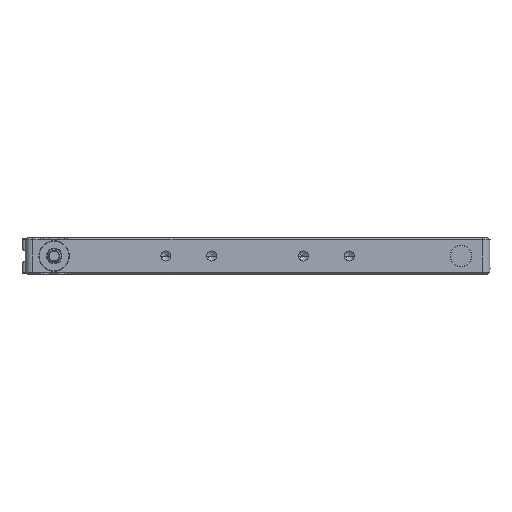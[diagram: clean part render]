
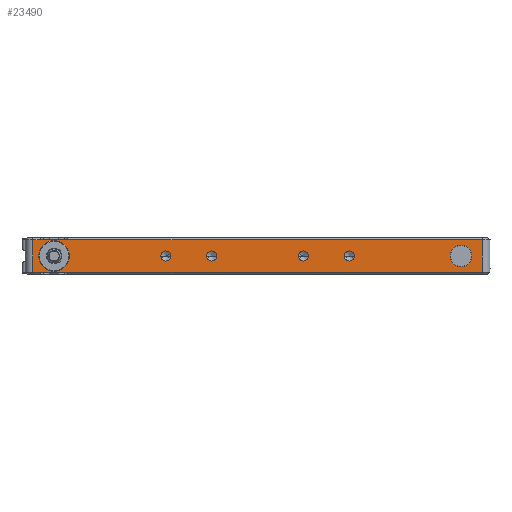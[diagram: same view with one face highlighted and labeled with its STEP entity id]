
A CAD part, left-side view. The second image highlights one B-rep face of the part: STEP entity #23490.
In plain terms, the highlighted planar face has unit normal (-1, 0, 0).
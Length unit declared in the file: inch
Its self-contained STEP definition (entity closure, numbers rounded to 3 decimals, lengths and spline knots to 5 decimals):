
#6306=DIRECTION('',(0.,-1.,0.));
#6307=VECTOR('',#6306,0.09843);
#6308=CARTESIAN_POINT('',(-3.14961,2.8937,
0.20669));
#6309=LINE('',#6308,#6307);
#6310=DIRECTION('',(0.,1.,0.));
#6311=VECTOR('',#6310,0.35433);
#6312=CARTESIAN_POINT('',(-3.14961,2.44094,
0.20669));
#6313=LINE('',#6312,#6311);
#6314=DIRECTION('',(0.,-1.,0.));
#6315=VECTOR('',#6314,5.33465);
#6316=CARTESIAN_POINT('',(-3.14961,2.44094,
0.20669));
#6317=LINE('',#6316,#6315);
#6318=DIRECTION('',(0.,0.,-1.));
#6319=VECTOR('',#6318,0.41339);
#6320=CARTESIAN_POINT('',(-3.14961,-2.8937,
0.20669));
#6321=LINE('',#6320,#6319);
#6322=DIRECTION('',(0.,1.,0.));
#6323=VECTOR('',#6322,5.33465);
#6324=CARTESIAN_POINT('',(-3.14961,-2.8937,
-0.20669));
#6325=LINE('',#6324,#6323);
#6326=DIRECTION('',(0.,1.,0.));
#6327=VECTOR('',#6326,0.35433);
#6328=CARTESIAN_POINT('',(-3.14961,2.44094,
-0.20669));
#6329=LINE('',#6328,#6327);
#6330=DIRECTION('',(0.,1.,0.));
#6331=VECTOR('',#6330,0.09843);
#6332=CARTESIAN_POINT('',(-3.14961,2.79528,
-0.20669));
#6333=LINE('',#6332,#6331);
#6334=DIRECTION('',(0.,0.,-1.));
#6335=VECTOR('',#6334,0.41339);
#6336=CARTESIAN_POINT('',(-3.14961,2.8937,
0.20669));
#6337=LINE('',#6336,#6335);
#6338=CARTESIAN_POINT('',(-3.14961,-2.61811,0.));
#6339=DIRECTION('',(1.,0.,0.));
#6340=DIRECTION('',(0.,1.,0.));
#6341=AXIS2_PLACEMENT_3D('',#6338,#6339,#6340);
#6343=CARTESIAN_POINT('',(-3.14961,-2.61811,0.));
#6344=DIRECTION('',(1.,0.,0.));
#6345=DIRECTION('',(0.,-1.,0.));
#6346=AXIS2_PLACEMENT_3D('',#6343,#6344,#6345);
#6348=CARTESIAN_POINT('',(-3.14961,1.1811,0.));
#6349=DIRECTION('',(-1.,0.,0.));
#6350=DIRECTION('',(0.,1.,0.));
#6351=AXIS2_PLACEMENT_3D('',#6348,#6349,#6350);
#6353=CARTESIAN_POINT('',(-3.14961,1.1811,0.));
#6354=DIRECTION('',(-1.,0.,0.));
#6355=DIRECTION('',(0.,-1.,0.));
#6356=AXIS2_PLACEMENT_3D('',#6353,#6354,#6355);
#6358=CARTESIAN_POINT('',(-3.14961,0.59055,0.));
#6359=DIRECTION('',(-1.,0.,0.));
#6360=DIRECTION('',(0.,1.,0.));
#6361=AXIS2_PLACEMENT_3D('',#6358,#6359,#6360);
#6363=CARTESIAN_POINT('',(-3.14961,0.59055,0.));
#6364=DIRECTION('',(-1.,0.,0.));
#6365=DIRECTION('',(0.,-1.,0.));
#6366=AXIS2_PLACEMENT_3D('',#6363,#6364,#6365);
#6368=CARTESIAN_POINT('',(-3.14961,-0.59055,0.));
#6369=DIRECTION('',(-1.,0.,0.));
#6370=DIRECTION('',(0.,1.,0.));
#6371=AXIS2_PLACEMENT_3D('',#6368,#6369,#6370);
#6373=CARTESIAN_POINT('',(-3.14961,-0.59055,0.));
#6374=DIRECTION('',(-1.,0.,0.));
#6375=DIRECTION('',(0.,-1.,0.));
#6376=AXIS2_PLACEMENT_3D('',#6373,#6374,#6375);
#6378=CARTESIAN_POINT('',(-3.14961,-1.1811,0.));
#6379=DIRECTION('',(-1.,0.,0.));
#6380=DIRECTION('',(0.,1.,0.));
#6381=AXIS2_PLACEMENT_3D('',#6378,#6379,#6380);
#6383=CARTESIAN_POINT('',(-3.14961,-1.1811,0.));
#6384=DIRECTION('',(-1.,0.,0.));
#6385=DIRECTION('',(0.,-1.,0.));
#6386=AXIS2_PLACEMENT_3D('',#6383,#6384,#6385);
#6388=CARTESIAN_POINT('',(-3.14961,2.61811,0.));
#6389=DIRECTION('',(-1.,0.,0.));
#6390=DIRECTION('',(0.,1.,0.));
#6391=AXIS2_PLACEMENT_3D('',#6388,#6389,#6390);
#6393=CARTESIAN_POINT('',(-3.14961,2.61811,0.));
#6394=DIRECTION('',(-1.,0.,0.));
#6395=DIRECTION('',(0.,-1.,0.));
#6396=AXIS2_PLACEMENT_3D('',#6393,#6394,#6395);
#13955=CARTESIAN_POINT('',(-3.14961,-2.48031,0.));
#13956=CARTESIAN_POINT('',(-3.14961,-2.75591,0.));
#13957=VERTEX_POINT('',#13955);
#13958=VERTEX_POINT('',#13956);
#14056=CARTESIAN_POINT('',(-3.14961,2.79528,
0.20669));
#14058=VERTEX_POINT('',#14056);
#14059=CARTESIAN_POINT('',(-3.14961,2.8937,
0.20669));
#14060=VERTEX_POINT('',#14059);
#14081=CARTESIAN_POINT('',(-3.14961,-2.8937,
0.20669));
#14082=VERTEX_POINT('',#14081);
#14083=CARTESIAN_POINT('',(-3.14961,2.44094,
0.20669));
#14085=VERTEX_POINT('',#14083);
#14088=CARTESIAN_POINT('',(-3.14961,2.44094,
-0.20669));
#14090=VERTEX_POINT('',#14088);
#14091=CARTESIAN_POINT('',(-3.14961,-2.8937,
-0.20669));
#14092=VERTEX_POINT('',#14091);
#14113=CARTESIAN_POINT('',(-3.14961,2.8937,
-0.20669));
#14114=VERTEX_POINT('',#14113);
#14115=CARTESIAN_POINT('',(-3.14961,2.79528,
-0.20669));
#14117=VERTEX_POINT('',#14115);
#14209=CARTESIAN_POINT('',(-3.14961,1.24606,0.));
#14210=CARTESIAN_POINT('',(-3.14961,1.11614,0.));
#14211=VERTEX_POINT('',#14209);
#14212=VERTEX_POINT('',#14210);
#14219=CARTESIAN_POINT('',(-3.14961,0.65551,0.));
#14220=CARTESIAN_POINT('',(-3.14961,0.52559,0.));
#14221=VERTEX_POINT('',#14219);
#14222=VERTEX_POINT('',#14220);
#14229=CARTESIAN_POINT('',(-3.14961,-0.52559,0.));
#14230=CARTESIAN_POINT('',(-3.14961,-0.65551,0.));
#14231=VERTEX_POINT('',#14229);
#14232=VERTEX_POINT('',#14230);
#14239=CARTESIAN_POINT('',(-3.14961,-1.11614,0.));
#14240=CARTESIAN_POINT('',(-3.14961,-1.24606,0.));
#14241=VERTEX_POINT('',#14239);
#14242=VERTEX_POINT('',#14240);
#16735=CARTESIAN_POINT('',(-3.14961,2.80709,
0.));
#16736=CARTESIAN_POINT('',(-3.14961,2.42913,
0.));
#16737=VERTEX_POINT('',#16735);
#16738=VERTEX_POINT('',#16736);
#23435=CARTESIAN_POINT('',(-3.14961,2.99213,
-0.23622));
#23436=DIRECTION('',(-1.,0.,0.));
#23437=DIRECTION('',(0.,-1.,0.));
#23438=AXIS2_PLACEMENT_3D('',#23435,#23436,#23437);
#23439=PLANE('',#23438);
#23440=ORIENTED_EDGE('',*,*,#23372,.T.);
#23441=ORIENTED_EDGE('',*,*,#23412,.F.);
#23443=ORIENTED_EDGE('',*,*,#23442,.T.);
#23445=ORIENTED_EDGE('',*,*,#23444,.T.);
#23446=ORIENTED_EDGE('',*,*,#23202,.T.);
#23448=ORIENTED_EDGE('',*,*,#23447,.T.);
#23449=ORIENTED_EDGE('',*,*,#23288,.T.);
#23451=ORIENTED_EDGE('',*,*,#23450,.F.);
#23452=EDGE_LOOP('',(#23440,#23441,#23443,#23445,#23446,#23448,#23449,#23451));
#23453=FACE_OUTER_BOUND('',#23452,.F.);
#23455=ORIENTED_EDGE('',*,*,#23454,.F.);
#23457=ORIENTED_EDGE('',*,*,#23456,.F.);
#23458=EDGE_LOOP('',(#23455,#23457));
#23459=FACE_BOUND('',#23458,.F.);
#23461=ORIENTED_EDGE('',*,*,#23460,.T.);
#23463=ORIENTED_EDGE('',*,*,#23462,.T.);
#23464=EDGE_LOOP('',(#23461,#23463));
#23465=FACE_BOUND('',#23464,.F.);
#23467=ORIENTED_EDGE('',*,*,#23466,.T.);
#23469=ORIENTED_EDGE('',*,*,#23468,.T.);
#23470=EDGE_LOOP('',(#23467,#23469));
#23471=FACE_BOUND('',#23470,.F.);
#23473=ORIENTED_EDGE('',*,*,#23472,.T.);
#23475=ORIENTED_EDGE('',*,*,#23474,.T.);
#23476=EDGE_LOOP('',(#23473,#23475));
#23477=FACE_BOUND('',#23476,.F.);
#23479=ORIENTED_EDGE('',*,*,#23478,.T.);
#23481=ORIENTED_EDGE('',*,*,#23480,.T.);
#23482=EDGE_LOOP('',(#23479,#23481));
#23483=FACE_BOUND('',#23482,.F.);
#23485=ORIENTED_EDGE('',*,*,#23484,.T.);
#23487=ORIENTED_EDGE('',*,*,#23486,.T.);
#23488=EDGE_LOOP('',(#23485,#23487));
#23489=FACE_BOUND('',#23488,.F.);
#23490=ADVANCED_FACE('',(#23453,#23459,#23465,#23471,#23477,#23483,#23489),
#23439,.T.);
#6342=CIRCLE('',#6341,0.1378);
#6347=CIRCLE('',#6346,0.1378);
#6352=CIRCLE('',#6351,0.06496);
#6357=CIRCLE('',#6356,0.06496);
#6362=CIRCLE('',#6361,0.06496);
#6367=CIRCLE('',#6366,0.06496);
#6372=CIRCLE('',#6371,0.06496);
#6377=CIRCLE('',#6376,0.06496);
#6382=CIRCLE('',#6381,0.06496);
#6387=CIRCLE('',#6386,0.06496);
#6392=CIRCLE('',#6391,0.18898);
#6397=CIRCLE('',#6396,0.18898);
#23202=EDGE_CURVE('',#14092,#14090,#6325,.T.);
#23288=EDGE_CURVE('',#14117,#14114,#6333,.T.);
#23372=EDGE_CURVE('',#14060,#14058,#6309,.T.);
#23412=EDGE_CURVE('',#14085,#14058,#6313,.T.);
#23442=EDGE_CURVE('',#14085,#14082,#6317,.T.);
#23444=EDGE_CURVE('',#14082,#14092,#6321,.T.);
#23447=EDGE_CURVE('',#14090,#14117,#6329,.T.);
#23450=EDGE_CURVE('',#14060,#14114,#6337,.T.);
#23454=EDGE_CURVE('',#13957,#13958,#6342,.T.);
#23456=EDGE_CURVE('',#13958,#13957,#6347,.T.);
#23460=EDGE_CURVE('',#14211,#14212,#6352,.T.);
#23462=EDGE_CURVE('',#14212,#14211,#6357,.T.);
#23466=EDGE_CURVE('',#14221,#14222,#6362,.T.);
#23468=EDGE_CURVE('',#14222,#14221,#6367,.T.);
#23472=EDGE_CURVE('',#14231,#14232,#6372,.T.);
#23474=EDGE_CURVE('',#14232,#14231,#6377,.T.);
#23478=EDGE_CURVE('',#14241,#14242,#6382,.T.);
#23480=EDGE_CURVE('',#14242,#14241,#6387,.T.);
#23484=EDGE_CURVE('',#16737,#16738,#6392,.T.);
#23486=EDGE_CURVE('',#16738,#16737,#6397,.T.);
